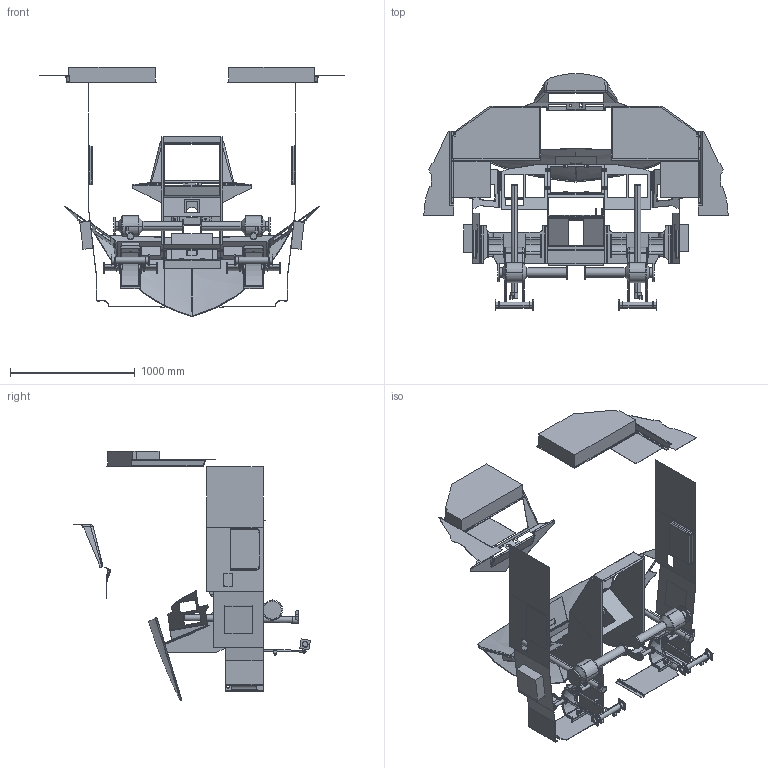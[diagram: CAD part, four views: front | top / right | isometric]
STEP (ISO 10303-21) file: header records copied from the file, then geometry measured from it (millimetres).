
FILE_DESCRIPTION (( 'STEP AP214' ), '1' );
FILE_NAME ('CRJ200-FTD-1A.STEP', '2019-05-04T13:55:12', ( 'Dell' ), ( 'Microsoft' ), 'SwSTEP 2.0', 'SolidWorks 2015', '' );
FILE_SCHEMA (( 'AUTOMOTIVE_DESIGN' ));
Length unit declared in the file: millimetre
Products named in the file (49): MirrorYoke Pitch Linkage; AFT_PORT _CB_PANEL; PFDND MIP-ASY_OEM PARTS ONLY; MirrorCapt Control Column; AFT_STARBOARD_CB_PANEL; CAPT_MIP_PANEL_FASCIA_!DERIVED!; CAPT CONTROL COLUMN-ASY; HPHONE_TRIM PANEL; XXXXX CRJ200 MASTER GEOMETRY XXXXX; Yoke Pitch Linkage; CAPT_TRIM PANEL_002; Capt Control Column; CAPT_TRIM PANEL_004; CRJ200-FTD-1A; CC_Pitch Shaft_Left; CAPT_TRIM PANEL_003; XXXXX CRJ200 FLIGHT CABIN MASTER GEOMETRY XXXXX; CAPT_TRIM PANEL_001; RUDDER CONTROL ASSEMBLY_OEM PARTS ONLY; OVERHEAD PANEL-ASY; RUDDER PEDAL_CONSOLE_COVER; OVERHEAD_APEX TRIM; CRJ-CAPT-RUDDER PEDAL-ASY_OEM PARTS ONLY; OVHD_CHASSIS_TRIM; MirrorCAPT_MIP_WING_PANEL_FASCIA_01; CRJ PEDESTAL-ASY-1_OEM PARTS ONLY; MirrorCRJ_LEFT RUDDER PEDAL; MirrorCAPT_TRIM PANEL_001; Flap Lever Fascia; CRJ_LEFT RUDDER PEDAL; MirrorCAPT_TRIM PANEL_004; CRJ_PEDESTAL_SOLID-ITM-1; MirrorCRJ_RUDDER_PEDAL_LEFT LEVER ARM; CAPT_FOOTWELL_CB_PANEL_A-D; GLARESHIELD-ASY; CRJ_RUDDER_PEDAL_LEFT LEVER ARM; MirrorCAPT_TRIM PANEL_002; GLARE LOWER TRIM CTR; CRJ_RUDDER_PEDAL_CHASSIS_MEMBER; MirrorAFT_STARBOARD_CB_TRIM_PANEL ...
Assembly tree (51 placements, depth 4):
  XXXXX CRJ200 MASTER GEOMETRY XXXXX
  CRJ200-FTD-1A
    PFDND MIP-ASY_OEM PARTS ONLY
      CAPT_MIP_PANEL_FASCIA_!DERIVED!
    FO_MIP_PANEL_FASCIA_01
    CAPT_MIP_WING_PANEL_FASCIA_01
    GLARESHIELD-ASY
      Glareshield Trim
      Glare Fastener Rim
      GLARE LOWER TRIM CTR
    CRJ PEDESTAL-ASY-1_OEM PARTS ONLY
      CRJ_PEDESTAL_SOLID-ITM-1
      Flap Lever Fascia
    OVERHEAD PANEL-ASY
      OVHD_CHASSIS_TRIM
      OVERHEAD_APEX TRIM
    Control Column Master Assembly_OEM PARTS ONLY
      CC_Pitch Shaft_Left  x2
      CAPT CONTROL COLUMN-ASY
        Capt Control Column
        Yoke Pitch Linkage
      MirrorCAPT CONTROL COLUMN-ASY
        MirrorCapt Control Column
        MirrorYoke Pitch Linkage
    RUDDER CONTROL ASSEMBLY_OEM PARTS ONLY
      CRJ-CAPT-RUDDER PEDAL-ASY_OEM PARTS ONLY  x2
        CRJ_RUDDER_PEDAL_CHASSIS_MEMBER
        CRJ_RUDDER_PEDAL_LEFT LEVER ARM
        MirrorCRJ_RUDDER_PEDAL_LEFT LEVER ARM
        CRJ_LEFT RUDDER PEDAL
        MirrorCRJ_LEFT RUDDER PEDAL
      RUDDER PEDAL_CONSOLE_COVER  x2
    CAPT_TRIM PANEL_001
    CAPT_TRIM PANEL_003
    CAPT_TRIM PANEL_004
    CAPT_TRIM PANEL_002
    HPHONE_TRIM PANEL  x2
    AFT_STARBOARD_CB_PANEL
    AFT_PORT _CB_PANEL
    AFT_STARBOARD_CB_TRIM_PANEL
    AFT_PORT_CB_PANEL_R-T
    AFT_STARBOARD_CB_PANEL_R-U
    MirrorAFT_STARBOARD_CB_TRIM_PANEL
    MirrorCAPT_TRIM PANEL_002
    CAPT_FOOTWELL_CB_PANEL_A-D  x2
    MirrorCAPT_TRIM PANEL_004
    MirrorCAPT_TRIM PANEL_001
    MirrorCAPT_MIP_WING_PANEL_FASCIA_01
  XXXXX CRJ200 FLIGHT CABIN MASTER GEOMETRY XXXXX
Bounding box: 2442.65 x 1899.55 x 2001.98 mm (x, y, z)
Volume: 96479432.9 mm3; surface area: 15584991 mm2
Topology: 50 solids, 52 shells, 1628 faces, 4118 edges, 2616 vertices
Faces by surface type: plane 846, cylinder 614, bspline 66, sphere 51, torus 43, cone 8
Entity records: 53432 total; most frequent: CARTESIAN_POINT 15838, DIRECTION 7056, ORIENTED_EDGE 6996, EDGE_CURVE 3498, AXIS2_PLACEMENT_3D 2399, VECTOR 2258, LINE 2258, VERTEX_POINT 2224
